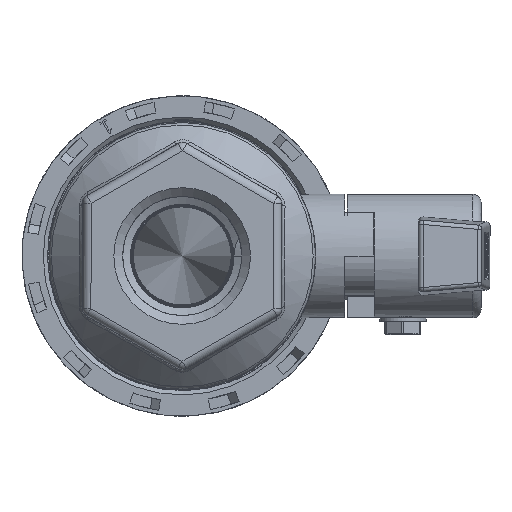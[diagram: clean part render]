
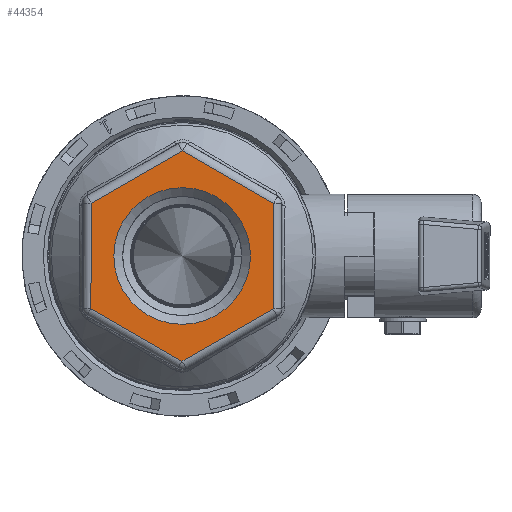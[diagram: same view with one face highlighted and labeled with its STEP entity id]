
A CAD part, front view. The second image highlights one B-rep face of the part: STEP entity #44354.
In plain terms, the highlighted face is planar.
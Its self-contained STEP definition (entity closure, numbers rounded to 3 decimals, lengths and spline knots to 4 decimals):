
#1968=FACE_BOUND('',#9194,.T.);
#3645=PLANE('',#47559);
#4979=CIRCLE('',#47560,0.48);
#6650=FACE_OUTER_BOUND('',#9193,.T.);
#9193=EDGE_LOOP('',(#34314,#34315,#34316,#34317,#34318,#34319));
#9194=EDGE_LOOP('',(#34320));
#13794=LINE('',#79994,#16889);
#13796=LINE('',#80119,#16891);
#13798=LINE('',#80136,#16893);
#13800=LINE('',#80139,#16895);
#13804=LINE('',#80145,#16899);
#13810=LINE('',#80190,#16905);
#16889=VECTOR('',#53223,0.3937);
#16891=VECTOR('',#53251,0.3937);
#16893=VECTOR('',#53271,0.3937);
#16895=VECTOR('',#53275,0.3937);
#16899=VECTOR('',#53283,0.3937);
#16905=VECTOR('',#53295,0.3937);
#20392=VERTEX_POINT('',#79910);
#20399=VERTEX_POINT('',#79989);
#20406=VERTEX_POINT('',#80035);
#20413=VERTEX_POINT('',#80114);
#20416=VERTEX_POINT('',#80124);
#20419=VERTEX_POINT('',#80131);
#20420=VERTEX_POINT('',#80237);
#25524=EDGE_CURVE('',#20392,#20399,#13794,.T.);
#25542=EDGE_CURVE('',#20399,#20413,#13796,.T.);
#25550=EDGE_CURVE('',#20413,#20419,#13798,.T.);
#25552=EDGE_CURVE('',#20419,#20416,#13800,.T.);
#25556=EDGE_CURVE('',#20416,#20406,#13804,.T.);
#25564=EDGE_CURVE('',#20406,#20392,#13810,.T.);
#25573=EDGE_CURVE('',#20420,#20420,#4979,.T.);
#34314=ORIENTED_EDGE('',*,*,#25524,.F.);
#34315=ORIENTED_EDGE('',*,*,#25564,.F.);
#34316=ORIENTED_EDGE('',*,*,#25556,.F.);
#34317=ORIENTED_EDGE('',*,*,#25552,.F.);
#34318=ORIENTED_EDGE('',*,*,#25550,.F.);
#34319=ORIENTED_EDGE('',*,*,#25542,.F.);
#34320=ORIENTED_EDGE('',*,*,#25573,.F.);
#44354=ADVANCED_FACE('',(#6650,#1968),#3645,.T.);
#47559=AXIS2_PLACEMENT_3D('',#80236,#53308,#53309);
#47560=AXIS2_PLACEMENT_3D('',#80238,#53310,#53311);
#53223=DIRECTION('',(0.,0.002,-1.));
#53251=DIRECTION('',(0.,0.867,-0.499));
#53271=DIRECTION('',(0.,0.865,0.501));
#53275=DIRECTION('',(0.,-0.002,1.));
#53283=DIRECTION('',(0.,-0.867,0.499));
#53295=DIRECTION('',(0.,-0.865,-0.501));
#53308=DIRECTION('center_axis',(-1.,0.,0.));
#53309=DIRECTION('ref_axis',(0.,0.,1.));
#53310=DIRECTION('center_axis',(-1.,0.,0.));
#53311=DIRECTION('ref_axis',(0.,-1.,0.));
#79910=CARTESIAN_POINT('',(0.,-0.6406,0.3684));
#79989=CARTESIAN_POINT('',(0.,-0.6394,-0.3706));
#79994=CARTESIAN_POINT('',(0.,-0.6403,0.2004));
#80035=CARTESIAN_POINT('',(0.,-0.0012,0.739));
#80114=CARTESIAN_POINT('',(0.,0.0012,-0.739));
#80119=CARTESIAN_POINT('',(0.,-0.2312,-0.6053));
#80124=CARTESIAN_POINT('',(0.,0.6394,0.3706));
#80131=CARTESIAN_POINT('',(0.,0.6406,-0.3684));
#80136=CARTESIAN_POINT('',(0.,0.4081,-0.5032));
#80139=CARTESIAN_POINT('',(0.,0.64,0.0005));
#80145=CARTESIAN_POINT('',(0.,0.7572,0.3028));
#80190=CARTESIAN_POINT('',(0.,0.1159,0.8069));
#80236=CARTESIAN_POINT('Origin',(0.,0.7,0.));
#80237=CARTESIAN_POINT('',(0.,0.48,0.));
#80238=CARTESIAN_POINT('Origin',(0.,0.,0.));
